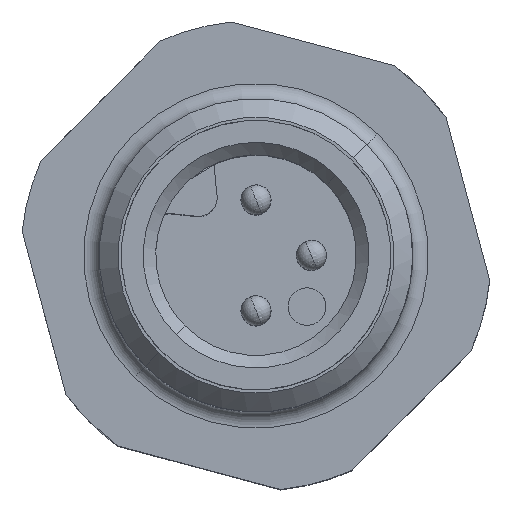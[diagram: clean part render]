
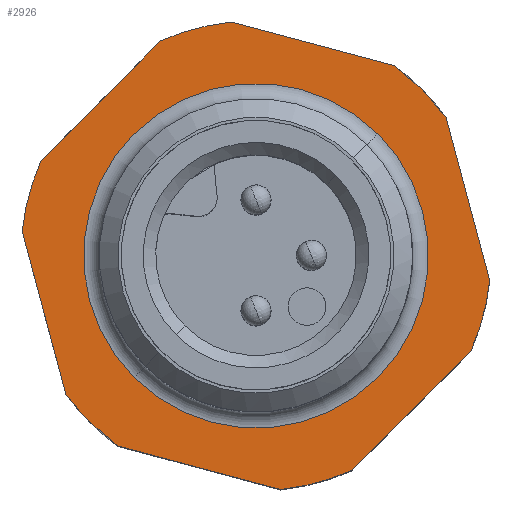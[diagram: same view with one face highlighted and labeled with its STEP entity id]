
A CAD part, top view. The second image highlights one B-rep face of the part: STEP entity #2926.
In plain terms, the highlighted planar face has unit normal (0, 0, 1).
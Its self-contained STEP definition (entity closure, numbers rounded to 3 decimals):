
#2769=AXIS2_PLACEMENT_3D('Circle Axis2P3D',#2767,#2768,$) ;
#2787=AXIS2_PLACEMENT_3D('Plane Axis2P3D',#2784,#2785,#2786) ;
#2910=AXIS2_PLACEMENT_3D('Circle Axis2P3D',#2908,#2909,$) ;
#2919=AXIS2_PLACEMENT_3D('Circle Axis2P3D',#2917,#2918,$) ;
#2724=CARTESIAN_POINT('Vertex',(0.697,1.523,11.2)) ;
#2727=CARTESIAN_POINT('Line Origine',(0.348,2.823,11.2)) ;
#2731=CARTESIAN_POINT('Vertex',(0.,4.124,11.2)) ;
#2764=CARTESIAN_POINT('Vertex',(1.078,1.078,11.2)) ;
#2767=CARTESIAN_POINT('Axis2P3D Location',(3.729,3.729,11.2)) ;
#2784=CARTESIAN_POINT('Axis2P3D Location',(3.729,3.729,11.2)) ;
#2790=CARTESIAN_POINT('Control Point',(0.302,5.252,11.2)) ;
#2791=CARTESIAN_POINT('Control Point',(0.207,5.038,11.2)) ;
#2792=CARTESIAN_POINT('Control Point',(0.129,4.816,11.2)) ;
#2793=CARTESIAN_POINT('Control Point',(0.068,4.588,11.2)) ;
#2794=CARTESIAN_POINT('Control Point',(0.025,4.357,11.2)) ;
#2795=CARTESIAN_POINT('Control Point',(0.,4.124,11.2)) ;
#2796=CARTESIAN_POINT('Vertex',(0.302,5.252,11.2)) ;
#2800=CARTESIAN_POINT('Control Point',(1.078,1.078,11.2)) ;
#2801=CARTESIAN_POINT('Control Point',(1.16,0.995,11.2)) ;
#2802=CARTESIAN_POINT('Control Point',(1.247,0.915,11.2)) ;
#2803=CARTESIAN_POINT('Control Point',(1.336,0.839,11.2)) ;
#2804=CARTESIAN_POINT('Control Point',(1.428,0.766,11.2)) ;
#2805=CARTESIAN_POINT('Control Point',(1.523,0.697,11.2)) ;
#2806=CARTESIAN_POINT('Vertex',(1.523,0.697,11.2)) ;
#2809=CARTESIAN_POINT('Line Origine',(2.823,0.348,11.2)) ;
#2813=CARTESIAN_POINT('Vertex',(4.124,0.,11.2)) ;
#2817=CARTESIAN_POINT('Control Point',(4.124,0.,11.2)) ;
#2818=CARTESIAN_POINT('Control Point',(4.357,0.025,11.2)) ;
#2819=CARTESIAN_POINT('Control Point',(4.588,0.068,11.2)) ;
#2820=CARTESIAN_POINT('Control Point',(4.816,0.129,11.2)) ;
#2821=CARTESIAN_POINT('Control Point',(5.038,0.207,11.2)) ;
#2822=CARTESIAN_POINT('Control Point',(5.252,0.302,11.2)) ;
#2823=CARTESIAN_POINT('Vertex',(5.252,0.302,11.2)) ;
#2826=CARTESIAN_POINT('Line Origine',(6.204,1.254,11.2)) ;
#2830=CARTESIAN_POINT('Vertex',(7.156,2.206,11.2)) ;
#2834=CARTESIAN_POINT('Control Point',(7.156,2.206,11.2)) ;
#2835=CARTESIAN_POINT('Control Point',(7.251,2.421,11.2)) ;
#2836=CARTESIAN_POINT('Control Point',(7.33,2.642,11.2)) ;
#2837=CARTESIAN_POINT('Control Point',(7.391,2.87,11.2)) ;
#2838=CARTESIAN_POINT('Control Point',(7.434,3.101,11.2)) ;
#2839=CARTESIAN_POINT('Control Point',(7.458,3.335,11.2)) ;
#2840=CARTESIAN_POINT('Vertex',(7.458,3.335,11.2)) ;
#2843=CARTESIAN_POINT('Line Origine',(7.11,4.635,11.2)) ;
#2847=CARTESIAN_POINT('Vertex',(6.761,5.935,11.2)) ;
#2851=CARTESIAN_POINT('Control Point',(6.761,5.935,11.2)) ;
#2852=CARTESIAN_POINT('Control Point',(6.692,6.03,11.2)) ;
#2853=CARTESIAN_POINT('Control Point',(6.62,6.122,11.2)) ;
#2854=CARTESIAN_POINT('Control Point',(6.543,6.212,11.2)) ;
#2855=CARTESIAN_POINT('Control Point',(6.464,6.298,11.2)) ;
#2856=CARTESIAN_POINT('Control Point',(6.381,6.381,11.2)) ;
#2857=CARTESIAN_POINT('Vertex',(6.381,6.381,11.2)) ;
#2861=CARTESIAN_POINT('Control Point',(6.381,6.381,11.2)) ;
#2862=CARTESIAN_POINT('Control Point',(6.298,6.464,11.2)) ;
#2863=CARTESIAN_POINT('Control Point',(6.212,6.543,11.2)) ;
#2864=CARTESIAN_POINT('Control Point',(6.122,6.62,11.2)) ;
#2865=CARTESIAN_POINT('Control Point',(6.03,6.692,11.2)) ;
#2866=CARTESIAN_POINT('Control Point',(5.935,6.761,11.2)) ;
#2867=CARTESIAN_POINT('Vertex',(5.935,6.761,11.2)) ;
#2870=CARTESIAN_POINT('Line Origine',(4.635,7.11,11.2)) ;
#2874=CARTESIAN_POINT('Vertex',(3.335,7.458,11.2)) ;
#2878=CARTESIAN_POINT('Control Point',(3.335,7.458,11.2)) ;
#2879=CARTESIAN_POINT('Control Point',(3.101,7.434,11.2)) ;
#2880=CARTESIAN_POINT('Control Point',(2.87,7.391,11.2)) ;
#2881=CARTESIAN_POINT('Control Point',(2.642,7.33,11.2)) ;
#2882=CARTESIAN_POINT('Control Point',(2.421,7.251,11.2)) ;
#2883=CARTESIAN_POINT('Control Point',(2.206,7.156,11.2)) ;
#2884=CARTESIAN_POINT('Vertex',(2.206,7.156,11.2)) ;
#2887=CARTESIAN_POINT('Line Origine',(1.254,6.204,11.2)) ;
#2908=CARTESIAN_POINT('Axis2P3D Location',(3.729,3.729,11.2)) ;
#2912=CARTESIAN_POINT('Vertex',(1.785,1.785,11.2)) ;
#2914=CARTESIAN_POINT('Vertex',(5.674,5.674,11.2)) ;
#2917=CARTESIAN_POINT('Axis2P3D Location',(3.729,3.729,11.2)) ;
#2728=DIRECTION('Vector Direction',(0.259,-0.966,0.)) ;
#2768=DIRECTION('Axis2P3D Direction',(-0.,0.,-1.)) ;
#2785=DIRECTION('Axis2P3D Direction',(-0.,0.,-1.)) ;
#2786=DIRECTION('Axis2P3D XDirection',(-0.707,-0.707,0.)) ;
#2810=DIRECTION('Vector Direction',(0.966,-0.259,0.)) ;
#2827=DIRECTION('Vector Direction',(0.707,0.707,0.)) ;
#2844=DIRECTION('Vector Direction',(-0.259,0.966,0.)) ;
#2871=DIRECTION('Vector Direction',(-0.966,0.259,0.)) ;
#2888=DIRECTION('Vector Direction',(-0.707,-0.707,0.)) ;
#2909=DIRECTION('Axis2P3D Direction',(-0.,0.,-1.)) ;
#2918=DIRECTION('Axis2P3D Direction',(-0.,0.,-1.)) ;
#2729=VECTOR('Line Direction',#2728,1.) ;
#2811=VECTOR('Line Direction',#2810,1.) ;
#2828=VECTOR('Line Direction',#2827,1.) ;
#2845=VECTOR('Line Direction',#2844,1.) ;
#2872=VECTOR('Line Direction',#2871,1.) ;
#2889=VECTOR('Line Direction',#2888,1.) ;
#2893=ORIENTED_EDGE('',*,*,#2798,.T.) ;
#2894=ORIENTED_EDGE('',*,*,#2733,.T.) ;
#2895=ORIENTED_EDGE('',*,*,#2771,.T.) ;
#2896=ORIENTED_EDGE('',*,*,#2808,.T.) ;
#2897=ORIENTED_EDGE('',*,*,#2815,.T.) ;
#2898=ORIENTED_EDGE('',*,*,#2825,.T.) ;
#2899=ORIENTED_EDGE('',*,*,#2832,.T.) ;
#2900=ORIENTED_EDGE('',*,*,#2842,.T.) ;
#2901=ORIENTED_EDGE('',*,*,#2849,.T.) ;
#2902=ORIENTED_EDGE('',*,*,#2859,.T.) ;
#2903=ORIENTED_EDGE('',*,*,#2869,.T.) ;
#2904=ORIENTED_EDGE('',*,*,#2876,.T.) ;
#2905=ORIENTED_EDGE('',*,*,#2886,.T.) ;
#2906=ORIENTED_EDGE('',*,*,#2891,.T.) ;
#2923=ORIENTED_EDGE('',*,*,#2916,.T.) ;
#2924=ORIENTED_EDGE('',*,*,#2921,.T.) ;
#2925=FACE_BOUND('',#2922,.T.) ;
#2926=ADVANCED_FACE('Hauptkoerper',(#2907,#2925),#2788,.F.) ;
#2789=B_SPLINE_CURVE_WITH_KNOTS('',5,(#2790,#2791,#2792,#2793,#2794,#2795),.UNSPECIFIED.,.F.,.U.,(6,6),(0.,1.659),.UNSPECIFIED.) ;
#2799=B_SPLINE_CURVE_WITH_KNOTS('',5,(#2800,#2801,#2802,#2803,#2804,#2805),.UNSPECIFIED.,.F.,.U.,(6,6),(0.829,1.659),.UNSPECIFIED.) ;
#2816=B_SPLINE_CURVE_WITH_KNOTS('',5,(#2817,#2818,#2819,#2820,#2821,#2822),.UNSPECIFIED.,.F.,.U.,(6,6),(0.,1.659),.UNSPECIFIED.) ;
#2833=B_SPLINE_CURVE_WITH_KNOTS('',5,(#2834,#2835,#2836,#2837,#2838,#2839),.UNSPECIFIED.,.F.,.U.,(6,6),(0.,1.659),.UNSPECIFIED.) ;
#2850=B_SPLINE_CURVE_WITH_KNOTS('',5,(#2851,#2852,#2853,#2854,#2855,#2856),.UNSPECIFIED.,.F.,.U.,(6,6),(0.,0.829),.UNSPECIFIED.) ;
#2860=B_SPLINE_CURVE_WITH_KNOTS('',5,(#2861,#2862,#2863,#2864,#2865,#2866),.UNSPECIFIED.,.F.,.U.,(6,6),(0.829,1.659),.UNSPECIFIED.) ;
#2877=B_SPLINE_CURVE_WITH_KNOTS('',5,(#2878,#2879,#2880,#2881,#2882,#2883),.UNSPECIFIED.,.F.,.U.,(6,6),(0.,1.659),.UNSPECIFIED.) ;
#2770=CIRCLE('generated circle',#2769,3.75) ;
#2911=CIRCLE('generated circle',#2910,2.75) ;
#2920=CIRCLE('generated circle',#2919,2.75) ;
#2733=EDGE_CURVE('',#2732,#2725,#2730,.T.) ;
#2771=EDGE_CURVE('',#2725,#2765,#2770,.F.) ;
#2798=EDGE_CURVE('',#2797,#2732,#2789,.T.) ;
#2808=EDGE_CURVE('',#2765,#2807,#2799,.T.) ;
#2815=EDGE_CURVE('',#2807,#2814,#2812,.T.) ;
#2825=EDGE_CURVE('',#2814,#2824,#2816,.T.) ;
#2832=EDGE_CURVE('',#2824,#2831,#2829,.T.) ;
#2842=EDGE_CURVE('',#2831,#2841,#2833,.T.) ;
#2849=EDGE_CURVE('',#2841,#2848,#2846,.T.) ;
#2859=EDGE_CURVE('',#2848,#2858,#2850,.T.) ;
#2869=EDGE_CURVE('',#2858,#2868,#2860,.T.) ;
#2876=EDGE_CURVE('',#2868,#2875,#2873,.T.) ;
#2886=EDGE_CURVE('',#2875,#2885,#2877,.T.) ;
#2891=EDGE_CURVE('',#2885,#2797,#2890,.T.) ;
#2916=EDGE_CURVE('',#2913,#2915,#2911,.T.) ;
#2921=EDGE_CURVE('',#2915,#2913,#2920,.T.) ;
#2892=EDGE_LOOP('',(#2893,#2894,#2895,#2896,#2897,#2898,#2899,#2900,#2901,#2902,#2903,#2904,#2905,#2906)) ;
#2922=EDGE_LOOP('',(#2923,#2924)) ;
#2907=FACE_OUTER_BOUND('',#2892,.T.) ;
#2730=LINE('Line',#2727,#2729) ;
#2812=LINE('Line',#2809,#2811) ;
#2829=LINE('Line',#2826,#2828) ;
#2846=LINE('Line',#2843,#2845) ;
#2873=LINE('Line',#2870,#2872) ;
#2890=LINE('Line',#2887,#2889) ;
#2788=PLANE('',#2787) ;
#2725=VERTEX_POINT('',#2724) ;
#2732=VERTEX_POINT('',#2731) ;
#2765=VERTEX_POINT('',#2764) ;
#2797=VERTEX_POINT('',#2796) ;
#2807=VERTEX_POINT('',#2806) ;
#2814=VERTEX_POINT('',#2813) ;
#2824=VERTEX_POINT('',#2823) ;
#2831=VERTEX_POINT('',#2830) ;
#2841=VERTEX_POINT('',#2840) ;
#2848=VERTEX_POINT('',#2847) ;
#2858=VERTEX_POINT('',#2857) ;
#2868=VERTEX_POINT('',#2867) ;
#2875=VERTEX_POINT('',#2874) ;
#2885=VERTEX_POINT('',#2884) ;
#2913=VERTEX_POINT('',#2912) ;
#2915=VERTEX_POINT('',#2914) ;
